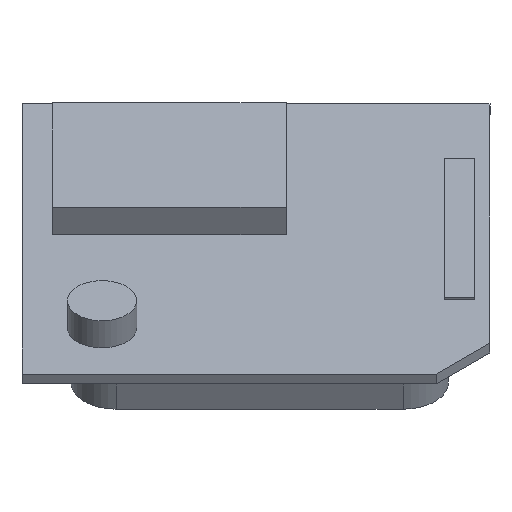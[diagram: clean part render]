
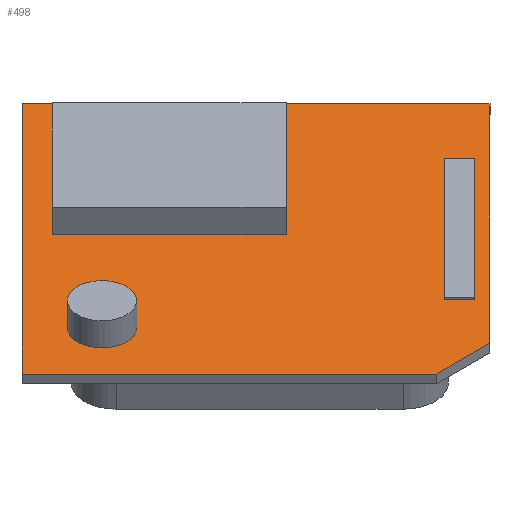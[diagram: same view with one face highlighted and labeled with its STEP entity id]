
A CAD part, isometric view. The second image highlights one B-rep face of the part: STEP entity #498.
In plain terms, the highlighted planar face has unit normal (0, 0, 1).
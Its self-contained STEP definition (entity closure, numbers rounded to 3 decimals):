
#16=FACE_BOUND('',#99,.T.);
#17=FACE_BOUND('',#100,.T.);
#18=FACE_BOUND('',#101,.T.);
#41=PLANE('',#550);
#69=FACE_OUTER_BOUND('',#98,.T.);
#98=EDGE_LOOP('',(#452,#453,#454,#455,#456));
#99=EDGE_LOOP('',(#457));
#100=EDGE_LOOP('',(#458,#459,#460,#461));
#101=EDGE_LOOP('',(#462,#463,#464,#465));
#103=LINE('',#696,#159);
#107=LINE('',#704,#163);
#110=LINE('',#710,#166);
#113=LINE('',#715,#169);
#115=LINE('',#721,#171);
#119=LINE('',#729,#175);
#122=LINE('',#735,#178);
#125=LINE('',#740,#181);
#149=LINE('',#807,#205);
#151=LINE('',#811,#207);
#153=LINE('',#815,#209);
#155=LINE('',#819,#211);
#157=LINE('',#822,#213);
#159=VECTOR('',#564,10.);
#163=VECTOR('',#570,10.);
#166=VECTOR('',#575,10.);
#169=VECTOR('',#580,10.);
#171=VECTOR('',#586,10.);
#175=VECTOR('',#592,10.);
#178=VECTOR('',#597,10.);
#181=VECTOR('',#602,10.);
#205=VECTOR('',#666,10.);
#207=VECTOR('',#670,10.);
#209=VECTOR('',#674,10.);
#211=VECTOR('',#678,10.);
#213=VECTOR('',#682,10.);
#215=CIRCLE('',#515,2.3);
#225=VERTEX_POINT('',#689);
#226=VERTEX_POINT('',#694);
#227=VERTEX_POINT('',#695);
#230=VERTEX_POINT('',#703);
#232=VERTEX_POINT('',#709);
#234=VERTEX_POINT('',#719);
#235=VERTEX_POINT('',#720);
#238=VERTEX_POINT('',#728);
#240=VERTEX_POINT('',#734);
#263=VERTEX_POINT('',#804);
#264=VERTEX_POINT('',#806);
#265=VERTEX_POINT('',#810);
#266=VERTEX_POINT('',#814);
#267=VERTEX_POINT('',#818);
#270=EDGE_CURVE('',#225,#225,#215,.T.);
#271=EDGE_CURVE('',#226,#227,#103,.T.);
#275=EDGE_CURVE('',#227,#230,#107,.T.);
#278=EDGE_CURVE('',#230,#232,#110,.T.);
#281=EDGE_CURVE('',#232,#226,#113,.T.);
#283=EDGE_CURVE('',#234,#235,#115,.T.);
#287=EDGE_CURVE('',#235,#238,#119,.T.);
#290=EDGE_CURVE('',#238,#240,#122,.T.);
#293=EDGE_CURVE('',#240,#234,#125,.T.);
#325=EDGE_CURVE('',#264,#263,#149,.T.);
#327=EDGE_CURVE('',#265,#264,#151,.T.);
#329=EDGE_CURVE('',#266,#265,#153,.T.);
#331=EDGE_CURVE('',#267,#266,#155,.T.);
#333=EDGE_CURVE('',#263,#267,#157,.T.);
#452=ORIENTED_EDGE('',*,*,#333,.T.);
#453=ORIENTED_EDGE('',*,*,#331,.T.);
#454=ORIENTED_EDGE('',*,*,#329,.T.);
#455=ORIENTED_EDGE('',*,*,#327,.T.);
#456=ORIENTED_EDGE('',*,*,#325,.T.);
#457=ORIENTED_EDGE('',*,*,#270,.T.);
#458=ORIENTED_EDGE('',*,*,#271,.T.);
#459=ORIENTED_EDGE('',*,*,#275,.T.);
#460=ORIENTED_EDGE('',*,*,#278,.T.);
#461=ORIENTED_EDGE('',*,*,#281,.T.);
#462=ORIENTED_EDGE('',*,*,#283,.T.);
#463=ORIENTED_EDGE('',*,*,#287,.T.);
#464=ORIENTED_EDGE('',*,*,#290,.T.);
#465=ORIENTED_EDGE('',*,*,#293,.T.);
#498=ADVANCED_FACE('',(#69,#16,#17,#18),#41,.T.);
#515=AXIS2_PLACEMENT_3D('',#691,#558,#559);
#550=AXIS2_PLACEMENT_3D('',#823,#683,#684);
#558=DIRECTION('center_axis',(0.,0.,-1.));
#559=DIRECTION('ref_axis',(1.,0.,0.));
#564=DIRECTION('',(0.707,0.707,0.));
#570=DIRECTION('',(0.707,-0.707,0.));
#575=DIRECTION('',(-0.707,-0.707,0.));
#580=DIRECTION('',(-0.707,0.707,0.));
#586=DIRECTION('',(-0.707,-0.707,0.));
#592=DIRECTION('',(-0.707,0.707,0.));
#597=DIRECTION('',(0.707,0.707,0.));
#602=DIRECTION('',(0.707,-0.707,0.));
#666=DIRECTION('',(0.707,-0.707,0.));
#670=DIRECTION('',(-0.707,-0.707,0.));
#674=DIRECTION('',(-0.707,0.707,0.));
#678=DIRECTION('',(0.707,0.707,0.));
#682=DIRECTION('',(1.,0.,0.));
#683=DIRECTION('center_axis',(0.,0.,1.));
#684=DIRECTION('ref_axis',(1.,0.,0.));
#689=CARTESIAN_POINT('',(-16.72,19.42,0.4));
#691=CARTESIAN_POINT('Origin',(-14.42,19.42,0.4));
#694=CARTESIAN_POINT('',(-9.192,29.32,0.4));
#695=CARTESIAN_POINT('',(-0.707,37.805,0.4));
#696=CARTESIAN_POINT('',(-4.814,33.698,0.4));
#703=CARTESIAN_POINT('',(10.253,26.845,0.4));
#704=CARTESIAN_POINT('',(9.233,27.865,0.4));
#709=CARTESIAN_POINT('',(1.768,18.36,0.4));
#710=CARTESIAN_POINT('',(1.903,18.495,0.4));
#715=CARTESIAN_POINT('',(-4.732,24.859,0.4));
#719=CARTESIAN_POINT('',(16.617,15.531,0.4));
#720=CARTESIAN_POINT('',(5.303,4.218,0.4));
#721=CARTESIAN_POINT('',(8.091,7.005,0.4));
#728=CARTESIAN_POINT('',(3.889,5.632,0.4));
#729=CARTESIAN_POINT('',(-0.843,10.364,0.4));
#734=CARTESIAN_POINT('',(15.203,16.945,0.4));
#735=CARTESIAN_POINT('',(12.333,14.076,0.4));
#740=CARTESIAN_POINT('',(11.178,20.97,0.4));
#804=CARTESIAN_POINT('',(-2.5,0.,0.4));
#806=CARTESIAN_POINT('',(-21.92,19.42,0.4));
#807=CARTESIAN_POINT('',(-21.92,19.42,0.4));
#810=CARTESIAN_POINT('',(0.,41.341,0.4));
#811=CARTESIAN_POINT('',(0.,41.341,0.4));
#814=CARTESIAN_POINT('',(21.92,19.42,0.4));
#815=CARTESIAN_POINT('',(21.92,19.42,0.4));
#818=CARTESIAN_POINT('',(2.5,0.,0.4));
#819=CARTESIAN_POINT('',(2.5,0.,0.4));
#822=CARTESIAN_POINT('',(-2.5,0.,0.4));
#823=CARTESIAN_POINT('Origin',(0.,20.67,0.4));
